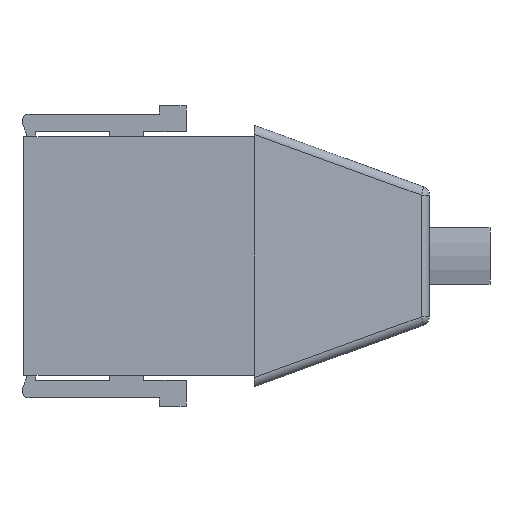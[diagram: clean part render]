
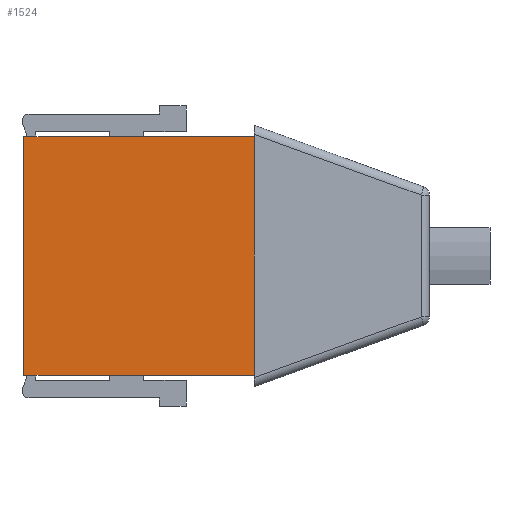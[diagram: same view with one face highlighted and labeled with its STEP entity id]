
A CAD part, left-side view. The second image highlights one B-rep face of the part: STEP entity #1524.
In plain terms, the highlighted planar face has unit normal (-1, 0, 0).
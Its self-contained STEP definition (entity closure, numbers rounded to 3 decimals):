
#336=DIRECTION('',(0.,0.,-1.));
#337=VECTOR('',#336,33.8);
#338=CARTESIAN_POINT('',(-11.84,0.,16.9));
#339=LINE('',#338,#337);
#340=DIRECTION('',(0.,-1.,0.));
#341=VECTOR('',#340,32.64);
#342=CARTESIAN_POINT('',(-11.84,32.64,16.9));
#343=LINE('',#342,#341);
#512=DIRECTION('',(0.,-1.,0.));
#513=VECTOR('',#512,32.64);
#514=CARTESIAN_POINT('',(-11.84,32.64,-16.9));
#515=LINE('',#514,#513);
#758=DIRECTION('',(0.,0.,-1.));
#759=VECTOR('',#758,33.8);
#760=CARTESIAN_POINT('',(-11.84,32.64,16.9));
#761=LINE('',#760,#759);
#864=CARTESIAN_POINT('',(-11.84,32.64,16.9));
#865=VERTEX_POINT('',#864);
#866=CARTESIAN_POINT('',(-11.84,32.64,-16.9));
#867=VERTEX_POINT('',#866);
#942=CARTESIAN_POINT('',(-11.84,0.,16.9));
#943=CARTESIAN_POINT('',(-11.84,0.,-16.9));
#944=VERTEX_POINT('',#942);
#945=VERTEX_POINT('',#943);
#1510=CARTESIAN_POINT('',(-11.84,32.64,16.9));
#1511=DIRECTION('',(-1.,0.,0.));
#1512=DIRECTION('',(0.,0.,-1.));
#1513=AXIS2_PLACEMENT_3D('',#1510,#1511,#1512);
#1514=PLANE('',#1513);
#1516=ORIENTED_EDGE('',*,*,#1515,.T.);
#1518=ORIENTED_EDGE('',*,*,#1517,.F.);
#1520=ORIENTED_EDGE('',*,*,#1519,.F.);
#1521=ORIENTED_EDGE('',*,*,#1502,.T.);
#1522=EDGE_LOOP('',(#1516,#1518,#1520,#1521));
#1523=FACE_OUTER_BOUND('',#1522,.F.);
#1524=ADVANCED_FACE('',(#1523),#1514,.T.);
#1502=EDGE_CURVE('',#865,#944,#343,.T.);
#1515=EDGE_CURVE('',#944,#945,#339,.T.);
#1517=EDGE_CURVE('',#867,#945,#515,.T.);
#1519=EDGE_CURVE('',#865,#867,#761,.T.);
